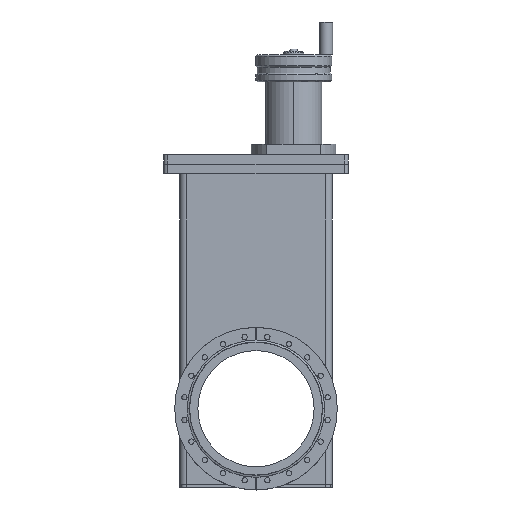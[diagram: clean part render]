
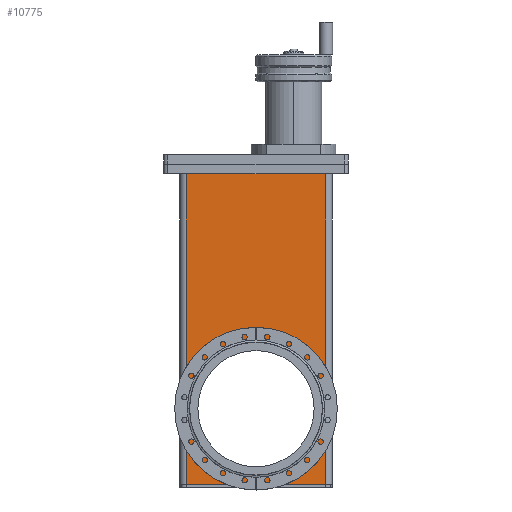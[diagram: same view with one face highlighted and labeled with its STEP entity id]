
A CAD part, front view. The second image highlights one B-rep face of the part: STEP entity #10775.
In plain terms, the highlighted planar face has unit normal (0, -1, 0).
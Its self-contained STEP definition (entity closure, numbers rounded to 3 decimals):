
#36 = CARTESIAN_POINT ( 'NONE',  ( 38., -21., -305. ) ) ;
#173 = AXIS2_PLACEMENT_3D ( 'NONE', #12571, #18400, #11115 ) ;
#288 = CARTESIAN_POINT ( 'NONE',  ( -134., -21., -7. ) ) ;
#1378 = FACE_BOUND ( 'NONE', #14436, .T. ) ;
#1750 = ORIENTED_EDGE ( 'NONE', *, *, #13823, .T. ) ;
#2205 = VECTOR ( 'NONE', #9919, 1000. ) ;
#2646 = DIRECTION ( 'NONE',  ( 1., 0., 0. ) ) ;
#2746 = DIRECTION ( 'NONE',  ( 1., 0., 0. ) ) ;
#2753 = VECTOR ( 'NONE', #3908, 1000. ) ;
#3272 = DIRECTION ( 'NONE',  ( 1., 0., 0. ) ) ;
#3539 = VERTEX_POINT ( 'NONE', #15171 ) ;
#3861 = VERTEX_POINT ( 'NONE', #16513 ) ;
#3908 = DIRECTION ( 'NONE',  ( -1., 0., 0. ) ) ;
#4717 = ORIENTED_EDGE ( 'NONE', *, *, #14748, .T. ) ;
#4926 = LINE ( 'NONE', #6306, #11896 ) ;
#5943 = DIRECTION ( 'NONE',  ( 0., 0., 1. ) ) ;
#5972 = AXIS2_PLACEMENT_3D ( 'NONE', #17850, #17666, #2646 ) ;
#5998 = ORIENTED_EDGE ( 'NONE', *, *, #16423, .T. ) ;
#6089 = VERTEX_POINT ( 'NONE', #36 ) ;
#6145 = CARTESIAN_POINT ( 'NONE',  ( 40., -21., -301.75 ) ) ;
#6306 = CARTESIAN_POINT ( 'NONE',  ( -142., -21., -400. ) ) ;
#6911 = VERTEX_POINT ( 'NONE', #288 ) ;
#7162 = AXIS2_PLACEMENT_3D ( 'NONE', #10176, #16107, #2746 ) ;
#7497 = LINE ( 'NONE', #6145, #18054 ) ;
#7588 = CARTESIAN_POINT ( 'NONE',  ( 40., -21., -7. ) ) ;
#8454 = EDGE_CURVE ( 'NONE', #6089, #3861, #16997, .T. ) ;
#8539 = LINE ( 'NONE', #14487, #2205 ) ;
#8583 = CARTESIAN_POINT ( 'NONE',  ( 48., -21., -7. ) ) ;
#9919 = DIRECTION ( 'NONE',  ( 0., 0., -1. ) ) ;
#10176 = CARTESIAN_POINT ( 'NONE',  ( -47., -21., -305. ) ) ;
#10775 = ADVANCED_FACE ( 'NONE', ( #1378, #14546 ), #16003, .F. ) ;
#11115 = DIRECTION ( 'NONE',  ( 1., 0., 0. ) ) ;
#11203 = ORIENTED_EDGE ( 'NONE', *, *, #14635, .T. ) ;
#11469 = EDGE_LOOP ( 'NONE', ( #5998, #1750, #4717, #11203 ) ) ;
#11568 = ORIENTED_EDGE ( 'NONE', *, *, #8454, .T. ) ;
#11896 = VECTOR ( 'NONE', #3272, 1000. ) ;
#12571 = CARTESIAN_POINT ( 'NONE',  ( -47., -21., -305. ) ) ;
#12893 = LINE ( 'NONE', #8583, #2753 ) ;
#12980 = VERTEX_POINT ( 'NONE', #15113 ) ;
#13440 = VERTEX_POINT ( 'NONE', #7588 ) ;
#13823 = EDGE_CURVE ( 'NONE', #12980, #3539, #4926, .T. ) ;
#14436 = EDGE_LOOP ( 'NONE', ( #11568, #16445 ) ) ;
#14487 = CARTESIAN_POINT ( 'NONE',  ( -134., -21., -105.25 ) ) ;
#14546 = FACE_OUTER_BOUND ( 'NONE', #11469, .T. ) ;
#14635 = EDGE_CURVE ( 'NONE', #13440, #6911, #12893, .T. ) ;
#14748 = EDGE_CURVE ( 'NONE', #3539, #13440, #7497, .T. ) ;
#15113 = CARTESIAN_POINT ( 'NONE',  ( -134., -21., -400. ) ) ;
#15171 = CARTESIAN_POINT ( 'NONE',  ( 40., -21., -400. ) ) ;
#15829 = EDGE_CURVE ( 'NONE', #3861, #6089, #16183, .T. ) ;
#16003 = PLANE ( 'NONE',  #5972 ) ;
#16107 = DIRECTION ( 'NONE',  ( 0., 1., 0. ) ) ;
#16183 = CIRCLE ( 'NONE', #7162, 85. ) ;
#16423 = EDGE_CURVE ( 'NONE', #6911, #12980, #8539, .T. ) ;
#16445 = ORIENTED_EDGE ( 'NONE', *, *, #15829, .T. ) ;
#16513 = CARTESIAN_POINT ( 'NONE',  ( -132., -21., -305. ) ) ;
#16997 = CIRCLE ( 'NONE', #173, 85. ) ;
#17666 = DIRECTION ( 'NONE',  ( 0., 1., 0. ) ) ;
#17850 = CARTESIAN_POINT ( 'NONE',  ( -47., -21., -203.5 ) ) ;
#18054 = VECTOR ( 'NONE', #5943, 1000. ) ;
#18400 = DIRECTION ( 'NONE',  ( 0., 1., 0. ) ) ;
